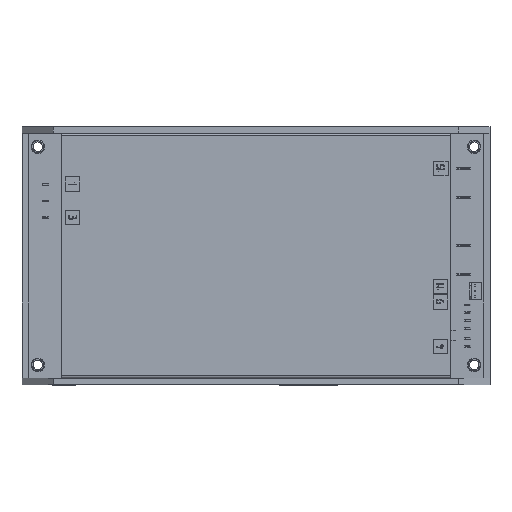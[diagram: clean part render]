
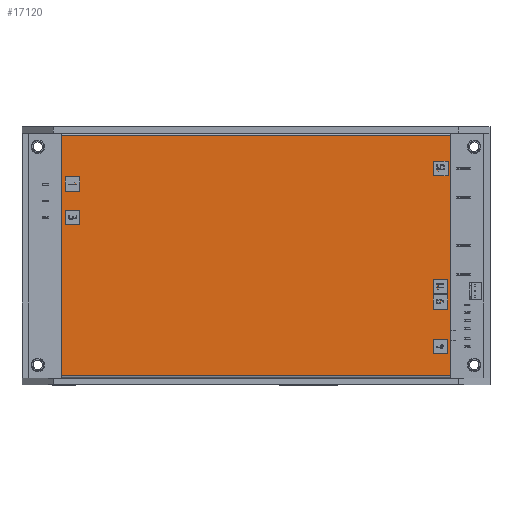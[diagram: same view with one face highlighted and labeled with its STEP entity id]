
A CAD part, top view. The second image highlights one B-rep face of the part: STEP entity #17120.
In plain terms, the highlighted face is planar.
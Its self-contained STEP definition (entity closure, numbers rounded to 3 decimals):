
#17120=ADVANCED_FACE('',(#30673),#30675,.F.);
#30673=FACE_BOUND('',#30674,.T.);
#30674=EDGE_LOOP('',(#40374,#40375,#40376,#40377));
#30675=PLANE('',#30676);
#30676=AXIS2_PLACEMENT_3D('',#30677,#30678,#30679);
#30677=CARTESIAN_POINT('',(0.,0.,0.));
#30678=DIRECTION('',(0.,0.,1.));
#30679=DIRECTION('',(1.,0.,0.));
#40374=ORIENTED_EDGE('',*,*,#45281,.T.);
#40375=ORIENTED_EDGE('',*,*,#45282,.F.);
#40376=ORIENTED_EDGE('',*,*,#45283,.T.);
#40377=ORIENTED_EDGE('',*,*,#45284,.F.);
#45281=EDGE_CURVE('',#52784,#52785,#52786,.T.);
#45282=EDGE_CURVE('',#52787,#52785,#52788,.T.);
#45283=EDGE_CURVE('',#52787,#52789,#52790,.T.);
#45284=EDGE_CURVE('',#52784,#52789,#52791,.T.);
#52784=VERTEX_POINT('',#73741);
#52785=VERTEX_POINT('',#73742);
#52786=LINE('',#73743,#73744);
#52787=VERTEX_POINT('',#73746);
#52788=LINE('',#73747,#73748);
#52789=VERTEX_POINT('',#73750);
#52790=LINE('',#73751,#73752);
#52791=LINE('',#73754,#73755);
#73741=CARTESIAN_POINT('',(175.,0.,0.));
#73742=CARTESIAN_POINT('',(0.,0.,0.));
#73743=CARTESIAN_POINT('',(175.,0.,0.));
#73744=VECTOR('',#73745,1.);
#73745=DIRECTION('',(-1.,0.,0.));
#73746=CARTESIAN_POINT('',(0.,108.,0.));
#73747=CARTESIAN_POINT('',(0.,108.,0.));
#73748=VECTOR('',#73749,1.);
#73749=DIRECTION('',(0.,-1.,0.));
#73750=CARTESIAN_POINT('',(175.,108.,0.));
#73751=CARTESIAN_POINT('',(0.,108.,0.));
#73752=VECTOR('',#73753,1.);
#73753=DIRECTION('',(1.,0.,0.));
#73754=CARTESIAN_POINT('',(175.,0.,0.));
#73755=VECTOR('',#73756,1.);
#73756=DIRECTION('',(0.,1.,0.));
